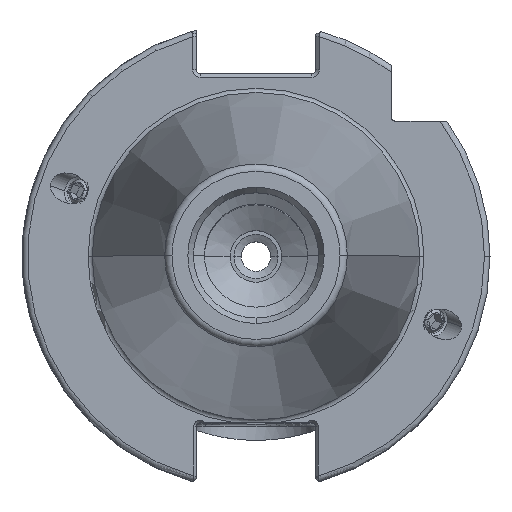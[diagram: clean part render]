
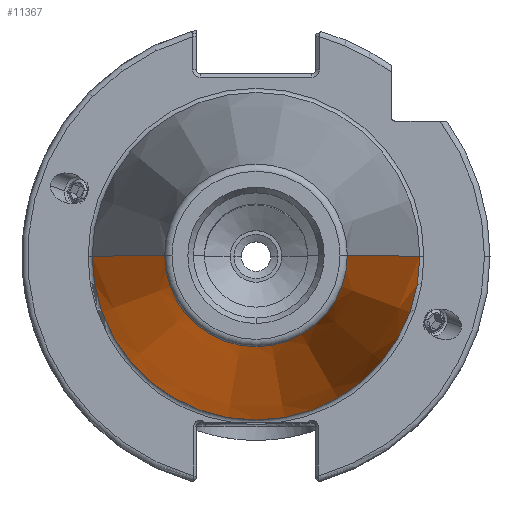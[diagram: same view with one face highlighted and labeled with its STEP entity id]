
A CAD part, top view. The second image highlights one B-rep face of the part: STEP entity #11367.
In plain terms, the highlighted conical face has half-angle 8.297 degrees and reference radius 12.397 mm.
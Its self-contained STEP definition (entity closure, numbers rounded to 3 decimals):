
#812 = FACE_OUTER_BOUND ( 'NONE', #13045, .T. ) ;
#1293 = CARTESIAN_POINT ( 'NONE',  ( 0., 0., 67.394 ) ) ;
#1801 = VERTEX_POINT ( 'NONE', #19265 ) ;
#3379 = DIRECTION ( 'NONE',  ( 1., 0., 0. ) ) ;
#4125 = LINE ( 'NONE', #17722, #15484 ) ;
#4974 = DIRECTION ( 'NONE',  ( 0.144, 0., -0.99 ) ) ;
#6114 = VECTOR ( 'NONE', #23586, 1000. ) ;
#6187 = CARTESIAN_POINT ( 'NONE',  ( 22.225, 0., 0. ) ) ;
#6560 = AXIS2_PLACEMENT_3D ( 'NONE', #12342, #10163, #25060 ) ;
#8722 = CONICAL_SURFACE ( 'NONE', #6560, 12.397, 0.145 ) ;
#8742 = ORIENTED_EDGE ( 'NONE', *, *, #12653, .T. ) ;
#8759 = CARTESIAN_POINT ( 'NONE',  ( -12.397, 0., 67.394 ) ) ;
#9273 = DIRECTION ( 'NONE',  ( 0., 0., 1. ) ) ;
#10163 = DIRECTION ( 'NONE',  ( 0., 0., -1. ) ) ;
#10182 = ORIENTED_EDGE ( 'NONE', *, *, #26006, .F. ) ;
#11367 = ADVANCED_FACE ( 'NONE', ( #812 ), #8722, .T. ) ;
#11835 = LINE ( 'NONE', #8759, #6114 ) ;
#12079 = VERTEX_POINT ( 'NONE', #6187 ) ;
#12298 = CARTESIAN_POINT ( 'NONE',  ( -12.397, 0., 67.394 ) ) ;
#12342 = CARTESIAN_POINT ( 'NONE',  ( 0., 0., 67.394 ) ) ;
#12653 = EDGE_CURVE ( 'NONE', #19274, #15933, #11835, .T. ) ;
#13045 = EDGE_LOOP ( 'NONE', ( #10182, #21818, #8742, #20837 ) ) ;
#13182 = CIRCLE ( 'NONE', #18343, 22.225 ) ;
#15484 = VECTOR ( 'NONE', #4974, 1000. ) ;
#15933 = VERTEX_POINT ( 'NONE', #26207 ) ;
#16130 = DIRECTION ( 'NONE',  ( 0., 0., 1. ) ) ;
#17722 = CARTESIAN_POINT ( 'NONE',  ( 12.397, 0., 67.394 ) ) ;
#18343 = AXIS2_PLACEMENT_3D ( 'NONE', #21988, #9273, #24090 ) ;
#19265 = CARTESIAN_POINT ( 'NONE',  ( 12.397, 0., 67.394 ) ) ;
#19274 = VERTEX_POINT ( 'NONE', #12298 ) ;
#20078 = EDGE_CURVE ( 'NONE', #19274, #1801, #26694, .T. ) ;
#20837 = ORIENTED_EDGE ( 'NONE', *, *, #23236, .T. ) ;
#21818 = ORIENTED_EDGE ( 'NONE', *, *, #20078, .F. ) ;
#21988 = CARTESIAN_POINT ( 'NONE',  ( 0., 0., 0. ) ) ;
#23236 = EDGE_CURVE ( 'NONE', #15933, #12079, #13182, .T. ) ;
#23586 = DIRECTION ( 'NONE',  ( -0.144, 0., -0.99 ) ) ;
#24090 = DIRECTION ( 'NONE',  ( 1., 0., 0. ) ) ;
#25060 = DIRECTION ( 'NONE',  ( -1., 0., 0. ) ) ;
#26006 = EDGE_CURVE ( 'NONE', #1801, #12079, #4125, .T. ) ;
#26207 = CARTESIAN_POINT ( 'NONE',  ( -22.225, 0., 0. ) ) ;
#26267 = AXIS2_PLACEMENT_3D ( 'NONE', #1293, #16130, #3379 ) ;
#26694 = CIRCLE ( 'NONE', #26267, 12.397 ) ;
